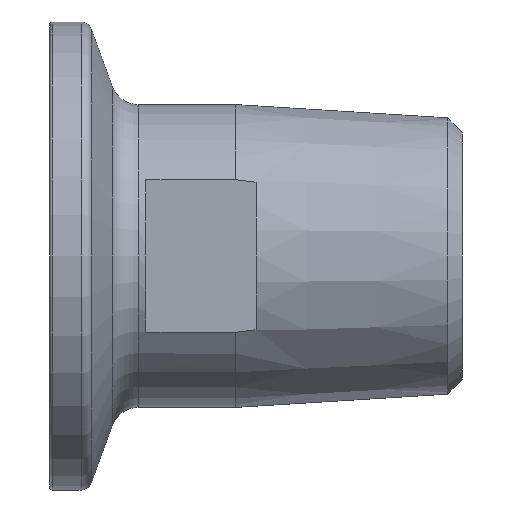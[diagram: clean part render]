
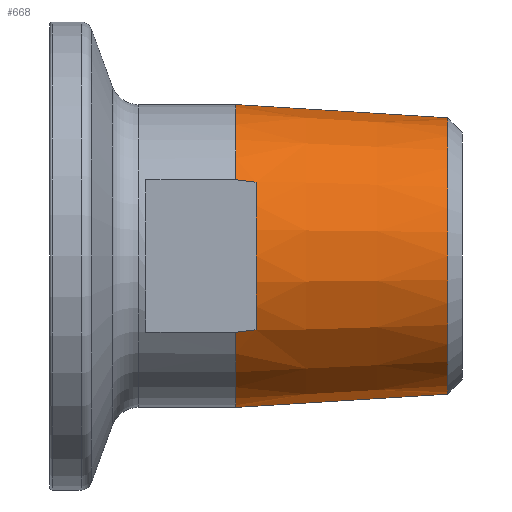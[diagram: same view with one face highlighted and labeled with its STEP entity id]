
A CAD part, front view. The second image highlights one B-rep face of the part: STEP entity #668.
In plain terms, the highlighted conical face has half-angle 3.576 degrees and reference radius 9.97 mm.
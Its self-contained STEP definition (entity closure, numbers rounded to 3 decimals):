
#13 = CARTESIAN_POINT ( 'NONE',  ( 13.519, 0., -11. ) ) ;
#26 = ORIENTED_EDGE ( 'NONE', *, *, #830, .F. ) ;
#28 = DIRECTION ( 'NONE',  ( 0., 0., 1. ) ) ;
#78 = B_SPLINE_CURVE_WITH_KNOTS ( 'NONE', 3,
 ( #309, #655, #227, #388 ),
 .UNSPECIFIED., .F., .F.,
 ( 4, 4 ),
 ( 0.019, 0.021 ),
 .UNSPECIFIED. ) ;
#85 = DIRECTION ( 'NONE',  ( 0., 0., 1. ) ) ;
#96 = EDGE_CURVE ( 'NONE', #578, #615, #978, .T. ) ;
#112 = EDGE_LOOP ( 'NONE', ( #982, #906, #787, #26, #1081, #375, #707, #1087 ) ) ;
#119 = CARTESIAN_POINT ( 'NONE',  ( 30., 0., 9.97 ) ) ;
#131 = CARTESIAN_POINT ( 'NONE',  ( 15., -9.5, 5.359 ) ) ;
#147 = CARTESIAN_POINT ( 'NONE',  ( 30., 0., 0. ) ) ;
#177 = CARTESIAN_POINT ( 'NONE',  ( 28.933, 0., -10.037 ) ) ;
#189 = VERTEX_POINT ( 'NONE', #760 ) ;
#191 = CARTESIAN_POINT ( 'NONE',  ( 13.519, -9.5, 5.545 ) ) ;
#199 = DIRECTION ( 'NONE',  ( -0.998, 0., 0.062 ) ) ;
#224 = AXIS2_PLACEMENT_3D ( 'NONE', #886, #263, #28 ) ;
#225 = CARTESIAN_POINT ( 'NONE',  ( 15., -9.5, -5.359 ) ) ;
#227 = CARTESIAN_POINT ( 'NONE',  ( 14.507, -9.5, 5.422 ) ) ;
#231 = VERTEX_POINT ( 'NONE', #225 ) ;
#251 = CARTESIAN_POINT ( 'NONE',  ( 15., 0., 0. ) ) ;
#260 = LINE ( 'NONE', #514, #946 ) ;
#263 = DIRECTION ( 'NONE',  ( -1., 0., 0. ) ) ;
#309 = CARTESIAN_POINT ( 'NONE',  ( 13.519, -9.5, 5.545 ) ) ;
#327 = CARTESIAN_POINT ( 'NONE',  ( 14.013, -9.5, -5.484 ) ) ;
#331 = CONICAL_SURFACE ( 'NONE', #344, 9.97, 0.062 ) ;
#344 = AXIS2_PLACEMENT_3D ( 'NONE', #147, #907, #494 ) ;
#351 = VERTEX_POINT ( 'NONE', #131 ) ;
#355 = CARTESIAN_POINT ( 'NONE',  ( 13.519, 0., 0. ) ) ;
#375 = ORIENTED_EDGE ( 'NONE', *, *, #472, .T. ) ;
#380 = DIRECTION ( 'NONE',  ( -1., 0., 0. ) ) ;
#388 = CARTESIAN_POINT ( 'NONE',  ( 15., -9.5, 5.359 ) ) ;
#392 = CIRCLE ( 'NONE', #935, 11. ) ;
#428 = DIRECTION ( 'NONE',  ( -1., 0., 0. ) ) ;
#450 = EDGE_CURVE ( 'NONE', #624, #557, #260, .T. ) ;
#453 = EDGE_CURVE ( 'NONE', #231, #189, #1060, .T. ) ;
#472 = EDGE_CURVE ( 'NONE', #351, #231, #824, .T. ) ;
#494 = DIRECTION ( 'NONE',  ( 0., 0., 1. ) ) ;
#514 = CARTESIAN_POINT ( 'NONE',  ( 30., 0., -9.97 ) ) ;
#557 = VERTEX_POINT ( 'NONE', #13 ) ;
#561 = CARTESIAN_POINT ( 'NONE',  ( 28.933, 0., 0. ) ) ;
#562 = VERTEX_POINT ( 'NONE', #191 ) ;
#578 = VERTEX_POINT ( 'NONE', #893 ) ;
#580 = EDGE_CURVE ( 'NONE', #557, #189, #844, .T. ) ;
#585 = DIRECTION ( 'NONE',  ( 1., 0., 0. ) ) ;
#596 = CARTESIAN_POINT ( 'NONE',  ( 14.507, -9.5, -5.422 ) ) ;
#615 = VERTEX_POINT ( 'NONE', #1038 ) ;
#624 = VERTEX_POINT ( 'NONE', #177 ) ;
#636 = VECTOR ( 'NONE', #199, 1000. ) ;
#655 = CARTESIAN_POINT ( 'NONE',  ( 14.013, -9.5, 5.484 ) ) ;
#668 = ADVANCED_FACE ( 'NONE', ( #1088 ), #331, .T. ) ;
#692 = EDGE_CURVE ( 'NONE', #562, #351, #78, .T. ) ;
#707 = ORIENTED_EDGE ( 'NONE', *, *, #453, .T. ) ;
#729 = DIRECTION ( 'NONE',  ( 0., 0., -1. ) ) ;
#760 = CARTESIAN_POINT ( 'NONE',  ( 13.519, -9.5, -5.545 ) ) ;
#772 = CIRCLE ( 'NONE', #965, 10.037 ) ;
#787 = ORIENTED_EDGE ( 'NONE', *, *, #96, .T. ) ;
#824 = CIRCLE ( 'NONE', #1077, 10.907 ) ;
#830 = EDGE_CURVE ( 'NONE', #562, #615, #392, .T. ) ;
#844 = CIRCLE ( 'NONE', #224, 11. ) ;
#849 = DIRECTION ( 'NONE',  ( -0.998, 0., -0.062 ) ) ;
#853 = CARTESIAN_POINT ( 'NONE',  ( 13.519, -9.5, -5.545 ) ) ;
#860 = CARTESIAN_POINT ( 'NONE',  ( 15., -9.5, -5.359 ) ) ;
#886 = CARTESIAN_POINT ( 'NONE',  ( 13.519, 0., 0. ) ) ;
#893 = CARTESIAN_POINT ( 'NONE',  ( 28.933, 0., 10.037 ) ) ;
#906 = ORIENTED_EDGE ( 'NONE', *, *, #983, .T. ) ;
#907 = DIRECTION ( 'NONE',  ( -1., 0., 0. ) ) ;
#935 = AXIS2_PLACEMENT_3D ( 'NONE', #355, #428, #85 ) ;
#940 = DIRECTION ( 'NONE',  ( 0., 1., 0. ) ) ;
#946 = VECTOR ( 'NONE', #849, 1000. ) ;
#965 = AXIS2_PLACEMENT_3D ( 'NONE', #561, #380, #729 ) ;
#978 = LINE ( 'NONE', #119, #636 ) ;
#982 = ORIENTED_EDGE ( 'NONE', *, *, #450, .F. ) ;
#983 = EDGE_CURVE ( 'NONE', #624, #578, #772, .T. ) ;
#1038 = CARTESIAN_POINT ( 'NONE',  ( 13.519, 0., 11. ) ) ;
#1060 = B_SPLINE_CURVE_WITH_KNOTS ( 'NONE', 3,
 ( #860, #596, #327, #853 ),
 .UNSPECIFIED., .F., .F.,
 ( 4, 4 ),
 ( 0.02, 0.021 ),
 .UNSPECIFIED. ) ;
#1077 = AXIS2_PLACEMENT_3D ( 'NONE', #251, #585, #940 ) ;
#1081 = ORIENTED_EDGE ( 'NONE', *, *, #692, .T. ) ;
#1087 = ORIENTED_EDGE ( 'NONE', *, *, #580, .F. ) ;
#1088 = FACE_OUTER_BOUND ( 'NONE', #112, .T. ) ;
